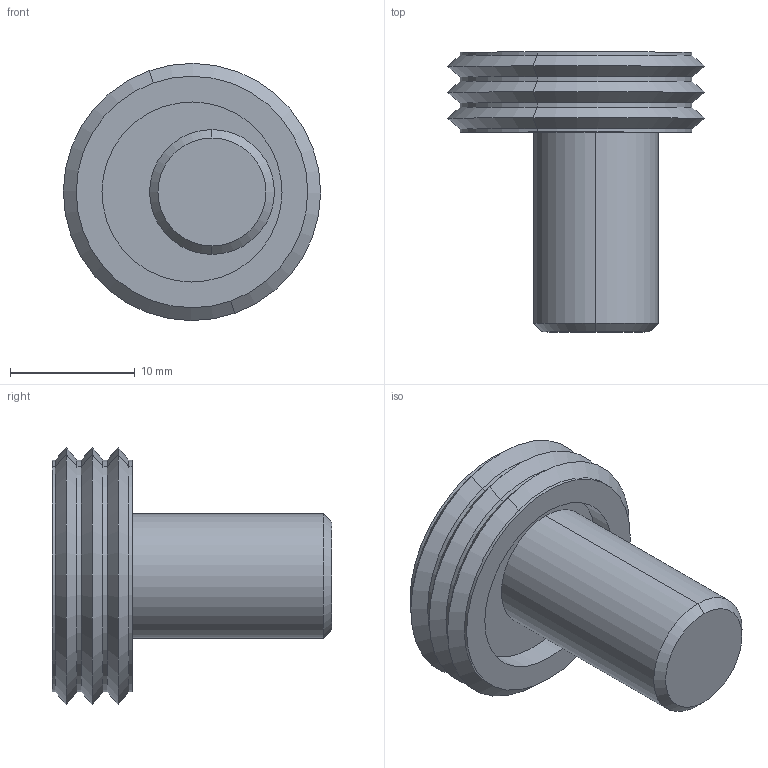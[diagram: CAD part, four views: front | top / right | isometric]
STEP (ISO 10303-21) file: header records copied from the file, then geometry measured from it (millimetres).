
FILE_DESCRIPTION (( 'STEP AP214' ), '1' );
FILE_NAME ('EH23270.0210.stp', '2022-02-14T09:12:53', ( '' ), ( '' ), 'SwSTEP 2.0', 'SolidWorks 2021', '' );
FILE_SCHEMA (( 'AUTOMOTIVE_DESIGN' ));
Length unit declared in the file: millimetre
Products named in the file (3): EH23270.0210; EH23270.0210-02; EH23270.0210-01
Assembly tree (2 placements, depth 2):
  EH23270.0210
    EH23270.0210-02
    EH23270.0210-01
Bounding box: 20.6 x 22.41 x 20.6 mm (x, y, z)
Volume: 2837 mm3; surface area: 2303 mm2
Topology: 2 solids, 2 shells, 43 faces, 88 edges, 52 vertices
Faces by surface type: cylinder 16, cone 14, plane 13
Entity records: 1236 total; most frequent: DIRECTION 224, CARTESIAN_POINT 188, ORIENTED_EDGE 176, EDGE_CURVE 88, AXIS2_PLACEMENT_3D 88, VERTEX_POINT 52, EDGE_LOOP 48, VECTOR 48
